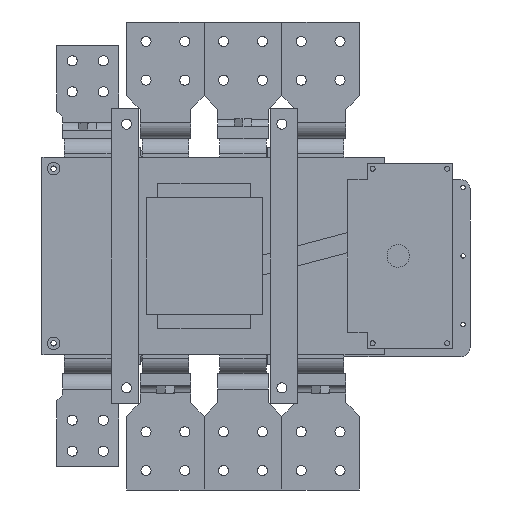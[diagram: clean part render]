
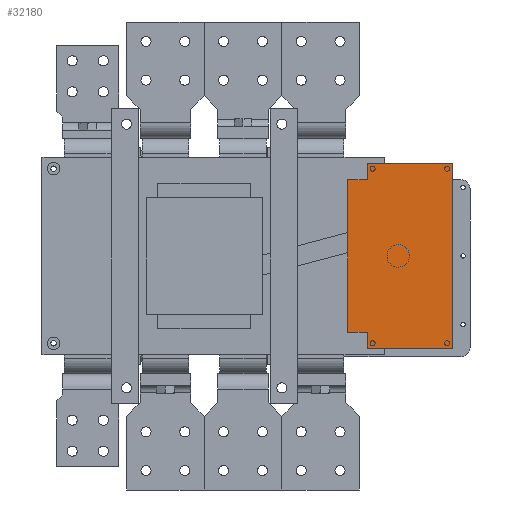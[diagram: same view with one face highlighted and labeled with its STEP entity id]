
A CAD part, front view. The second image highlights one B-rep face of the part: STEP entity #32180.
In plain terms, the highlighted planar face has unit normal (0, -1, 0).
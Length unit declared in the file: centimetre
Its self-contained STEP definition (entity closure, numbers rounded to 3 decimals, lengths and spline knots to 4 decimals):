
#819=LINE('',#47124,#3659);
#820=LINE('',#47126,#3660);
#821=LINE('',#47128,#3661);
#822=LINE('',#47130,#3662);
#823=LINE('',#47132,#3663);
#824=LINE('',#47134,#3664);
#825=LINE('',#47136,#3665);
#826=LINE('',#47137,#3666);
#3659=VECTOR('',#38194,2.5);
#3660=VECTOR('',#38195,19.7);
#3661=VECTOR('',#38196,2.5);
#3662=VECTOR('',#38197,2.1);
#3663=VECTOR('',#38198,11.);
#3664=VECTOR('',#38199,23.9);
#3665=VECTOR('',#38200,11.);
#3666=VECTOR('',#38201,2.1);
#6144=PLANE('',#34211);
#8842=FACE_OUTER_BOUND('',#10839,.T.);
#10839=EDGE_LOOP('',(#22894,#22895,#22896,#22897,#22898,#22899,#22900,#22901));
#14884=VERTEX_POINT('',#47122);
#14885=VERTEX_POINT('',#47123);
#14886=VERTEX_POINT('',#47125);
#14887=VERTEX_POINT('',#47127);
#14888=VERTEX_POINT('',#47129);
#14889=VERTEX_POINT('',#47131);
#14890=VERTEX_POINT('',#47133);
#14891=VERTEX_POINT('',#47135);
#18034=EDGE_CURVE('',#14884,#14885,#819,.T.);
#18035=EDGE_CURVE('',#14886,#14884,#820,.T.);
#18036=EDGE_CURVE('',#14887,#14886,#821,.T.);
#18037=EDGE_CURVE('',#14888,#14887,#822,.T.);
#18038=EDGE_CURVE('',#14889,#14888,#823,.T.);
#18039=EDGE_CURVE('',#14890,#14889,#824,.T.);
#18040=EDGE_CURVE('',#14891,#14890,#825,.T.);
#18041=EDGE_CURVE('',#14885,#14891,#826,.T.);
#22894=ORIENTED_EDGE('',*,*,#18034,.F.);
#22895=ORIENTED_EDGE('',*,*,#18035,.F.);
#22896=ORIENTED_EDGE('',*,*,#18036,.F.);
#22897=ORIENTED_EDGE('',*,*,#18037,.F.);
#22898=ORIENTED_EDGE('',*,*,#18038,.F.);
#22899=ORIENTED_EDGE('',*,*,#18039,.F.);
#22900=ORIENTED_EDGE('',*,*,#18040,.F.);
#22901=ORIENTED_EDGE('',*,*,#18041,.F.);
#32180=ADVANCED_FACE('',(#8842),#6144,.F.);
#34211=AXIS2_PLACEMENT_3D('',#47121,#38192,#38193);
#38192=DIRECTION('center_axis',(0.,1.,0.));
#38193=DIRECTION('ref_axis',(0.,0.,1.));
#38194=DIRECTION('',(1.,0.,0.));
#38195=DIRECTION('',(0.,0.,1.));
#38196=DIRECTION('',(-1.,0.,0.));
#38197=DIRECTION('',(0.,0.,1.));
#38198=DIRECTION('',(-1.,0.,0.));
#38199=DIRECTION('',(0.,0.,-1.));
#38200=DIRECTION('',(1.,0.,0.));
#38201=DIRECTION('',(0.,0.,1.));
#47121=CARTESIAN_POINT('Origin',(43.4973,-15.75,24.7));
#47122=CARTESIAN_POINT('',(39.4,-15.75,22.6));
#47123=CARTESIAN_POINT('',(41.9,-15.75,22.6));
#47124=CARTESIAN_POINT('',(39.4,-15.75,22.6));
#47125=CARTESIAN_POINT('',(39.4,-15.75,2.9));
#47126=CARTESIAN_POINT('',(39.4,-15.75,2.9));
#47127=CARTESIAN_POINT('',(41.9,-15.75,2.9));
#47128=CARTESIAN_POINT('',(41.9,-15.75,2.9));
#47129=CARTESIAN_POINT('',(41.9,-15.75,0.8));
#47130=CARTESIAN_POINT('',(41.9,-15.75,0.8));
#47131=CARTESIAN_POINT('',(52.9,-15.75,0.8));
#47132=CARTESIAN_POINT('',(52.9,-15.75,0.8));
#47133=CARTESIAN_POINT('',(52.9,-15.75,24.7));
#47134=CARTESIAN_POINT('',(52.9,-15.75,24.7));
#47135=CARTESIAN_POINT('',(41.9,-15.75,24.7));
#47136=CARTESIAN_POINT('',(41.9,-15.75,24.7));
#47137=CARTESIAN_POINT('',(41.9,-15.75,22.6));
